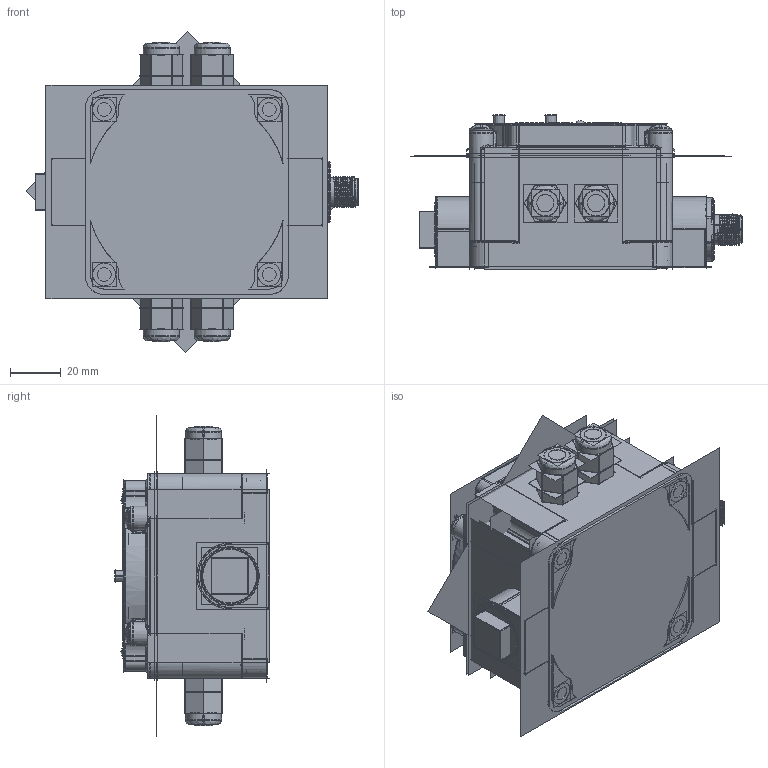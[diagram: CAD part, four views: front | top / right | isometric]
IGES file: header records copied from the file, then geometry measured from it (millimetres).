
Start section:  PTC IGES file: 139775_sm01.igs
Global section: file name: 139775_sm01.igs; native system: Creo Parametric by PTC Inc.; preprocessor: 2019292; author: PDMAdmin; organization: Unknown; date: 20221013.115848; units: millimetre
Bounding box: 130.84 x 60.93 x 126.69 mm (x, y, z)
Volume: 341951 mm3; surface area: 362292.3 mm2
Topology: 1 solids, 3 shells, 1852 faces, 9508 edges, 12090 vertices
Faces by surface type: revolution 1082, bspline 770
